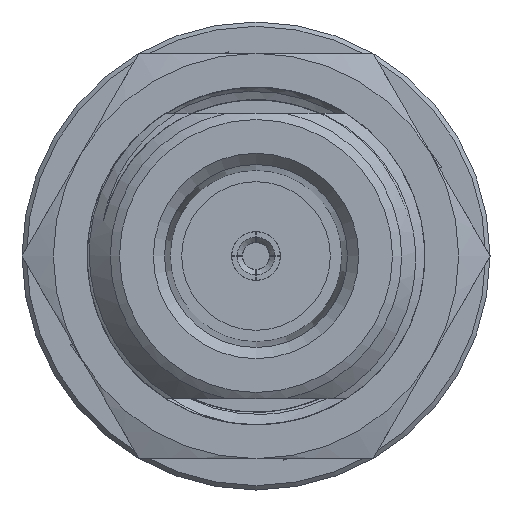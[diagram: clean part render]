
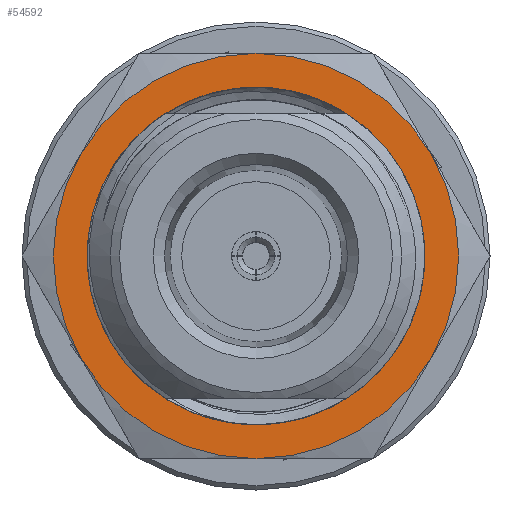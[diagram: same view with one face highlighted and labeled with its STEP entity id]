
A CAD part, left-side view. The second image highlights one B-rep face of the part: STEP entity #54592.
In plain terms, the highlighted planar face has unit normal (-1, 0, 0).
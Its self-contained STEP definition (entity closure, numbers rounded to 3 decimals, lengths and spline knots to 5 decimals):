
#288 = ORIENTED_EDGE ( 'NONE', *, *, #26907, .T. ) ;
#573 = VERTEX_POINT ( 'NONE', #47599 ) ;
#3140 = AXIS2_PLACEMENT_3D ( 'NONE', #34110, #7764, #58775 ) ;
#3303 = CARTESIAN_POINT ( 'NONE',  ( 0.49314, 0., 0. ) ) ;
#4167 = DIRECTION ( 'NONE',  ( -1., 0., 0. ) ) ;
#4273 = VERTEX_POINT ( 'NONE', #81338 ) ;
#5006 = DIRECTION ( 'NONE',  ( 0., 0.5, -0.866 ) ) ;
#7217 = AXIS2_PLACEMENT_3D ( 'NONE', #50460, #16920, #5006 ) ;
#7764 = DIRECTION ( 'NONE',  ( -1., 0., 0. ) ) ;
#8533 = CIRCLE ( 'NONE', #3140, 0.375 ) ;
#12544 = ORIENTED_EDGE ( 'NONE', *, *, #76287, .F. ) ;
#12637 = CIRCLE ( 'NONE', #68282, 0.375 ) ;
#13010 = ORIENTED_EDGE ( 'NONE', *, *, #49882, .F. ) ;
#14622 = AXIS2_PLACEMENT_3D ( 'NONE', #54291, #53461, #67062 ) ;
#15326 = FACE_BOUND ( 'NONE', #75758, .T. ) ;
#16772 = DIRECTION ( 'NONE',  ( 0., 0.5, -0.866 ) ) ;
#16920 = DIRECTION ( 'NONE',  ( -1., 0., 0. ) ) ;
#17111 = ORIENTED_EDGE ( 'NONE', *, *, #20725, .T. ) ;
#18714 = CIRCLE ( 'NONE', #14622, 0.3125 ) ;
#20130 = CARTESIAN_POINT ( 'NONE',  ( 0.49314, 0., 0. ) ) ;
#20725 = EDGE_CURVE ( 'NONE', #74378, #76758, #81708, .T. ) ;
#22736 = ORIENTED_EDGE ( 'NONE', *, *, #46097, .T. ) ;
#26139 = EDGE_CURVE ( 'NONE', #76758, #62665, #61513, .T. ) ;
#26498 = DIRECTION ( 'NONE',  ( -1., 0., 0. ) ) ;
#26907 = EDGE_CURVE ( 'NONE', #36802, #573, #8533, .T. ) ;
#28123 = EDGE_CURVE ( 'NONE', #62665, #36802, #28925, .T. ) ;
#28491 = DIRECTION ( 'NONE',  ( 0., 0., 1. ) ) ;
#28913 = DIRECTION ( 'NONE',  ( -1., 0., 0. ) ) ;
#28925 = CIRCLE ( 'NONE', #7217, 0.375 ) ;
#29225 = DIRECTION ( 'NONE',  ( 0., 0.5, -0.866 ) ) ;
#32324 = AXIS2_PLACEMENT_3D ( 'NONE', #80629, #41971, #55142 ) ;
#32749 = CARTESIAN_POINT ( 'NONE',  ( 0.49314, -0.32476, 0.1875 ) ) ;
#34110 = CARTESIAN_POINT ( 'NONE',  ( 0.49314, 0., 0. ) ) ;
#35702 = VERTEX_POINT ( 'NONE', #79578 ) ;
#36160 = FACE_OUTER_BOUND ( 'NONE', #51722, .T. ) ;
#36802 = VERTEX_POINT ( 'NONE', #51266 ) ;
#39633 = ORIENTED_EDGE ( 'NONE', *, *, #26139, .T. ) ;
#40490 = DIRECTION ( 'NONE',  ( 0., 0.5, -0.866 ) ) ;
#41245 = PLANE ( 'NONE',  #64208 ) ;
#41971 = DIRECTION ( 'NONE',  ( -1., 0., 0. ) ) ;
#43125 = ORIENTED_EDGE ( 'NONE', *, *, #28123, .T. ) ;
#45058 = AXIS2_PLACEMENT_3D ( 'NONE', #20130, #26498, #40490 ) ;
#46097 = EDGE_CURVE ( 'NONE', #573, #4273, #50687, .T. ) ;
#46726 = CARTESIAN_POINT ( 'NONE',  ( 0.49314, 0.32476, 0.1875 ) ) ;
#47599 = CARTESIAN_POINT ( 'NONE',  ( 0.49314, 0., -0.375 ) ) ;
#49056 = CARTESIAN_POINT ( 'NONE',  ( 0.49314, 0., 0. ) ) ;
#49513 = ORIENTED_EDGE ( 'NONE', *, *, #56175, .T. ) ;
#49882 = EDGE_CURVE ( 'NONE', #67592, #35702, #18714, .T. ) ;
#50460 = CARTESIAN_POINT ( 'NONE',  ( 0.49314, 0., 0. ) ) ;
#50687 = CIRCLE ( 'NONE', #61541, 0.375 ) ;
#51266 = CARTESIAN_POINT ( 'NONE',  ( 0.49314, 0.32476, -0.1875 ) ) ;
#51722 = EDGE_LOOP ( 'NONE', ( #288, #22736, #49513, #17111, #39633, #43125 ) ) ;
#53461 = DIRECTION ( 'NONE',  ( -1., 0., 0. ) ) ;
#54291 = CARTESIAN_POINT ( 'NONE',  ( 0.49314, 0., 0. ) ) ;
#54592 = ADVANCED_FACE ( 'NONE', ( #15326, #36160 ), #41245, .T. ) ;
#55142 = DIRECTION ( 'NONE',  ( 0., 0.5, -0.866 ) ) ;
#56175 = EDGE_CURVE ( 'NONE', #4273, #74378, #12637, .T. ) ;
#57796 = DIRECTION ( 'NONE',  ( -1., 0., 0. ) ) ;
#58775 = DIRECTION ( 'NONE',  ( 0., 0.5, -0.866 ) ) ;
#61099 = CARTESIAN_POINT ( 'NONE',  ( 0.49314, 0.07001, -0.30456 ) ) ;
#61513 = CIRCLE ( 'NONE', #68329, 0.375 ) ;
#61541 = AXIS2_PLACEMENT_3D ( 'NONE', #64188, #57796, #83707 ) ;
#62665 = VERTEX_POINT ( 'NONE', #46726 ) ;
#63589 = CIRCLE ( 'NONE', #32324, 0.3125 ) ;
#64188 = CARTESIAN_POINT ( 'NONE',  ( 0.49314, 0., 0. ) ) ;
#64208 = AXIS2_PLACEMENT_3D ( 'NONE', #67182, #28913, #28491 ) ;
#67062 = DIRECTION ( 'NONE',  ( 0., 0.5, -0.866 ) ) ;
#67182 = CARTESIAN_POINT ( 'NONE',  ( 0.49314, 0., 0. ) ) ;
#67592 = VERTEX_POINT ( 'NONE', #61099 ) ;
#68282 = AXIS2_PLACEMENT_3D ( 'NONE', #3303, #4167, #29225 ) ;
#68329 = AXIS2_PLACEMENT_3D ( 'NONE', #49056, #74987, #16772 ) ;
#74378 = VERTEX_POINT ( 'NONE', #32749 ) ;
#74987 = DIRECTION ( 'NONE',  ( -1., 0., 0. ) ) ;
#75758 = EDGE_LOOP ( 'NONE', ( #13010, #12544 ) ) ;
#76287 = EDGE_CURVE ( 'NONE', #35702, #67592, #63589, .T. ) ;
#76377 = CARTESIAN_POINT ( 'NONE',  ( 0.49314, 0., 0.375 ) ) ;
#76758 = VERTEX_POINT ( 'NONE', #76377 ) ;
#79578 = CARTESIAN_POINT ( 'NONE',  ( 0.49314, 0.26486, -0.16585 ) ) ;
#80629 = CARTESIAN_POINT ( 'NONE',  ( 0.49314, 0., 0. ) ) ;
#81338 = CARTESIAN_POINT ( 'NONE',  ( 0.49314, -0.32476, -0.1875 ) ) ;
#81708 = CIRCLE ( 'NONE', #45058, 0.375 ) ;
#83707 = DIRECTION ( 'NONE',  ( 0., 0.5, -0.866 ) ) ;
